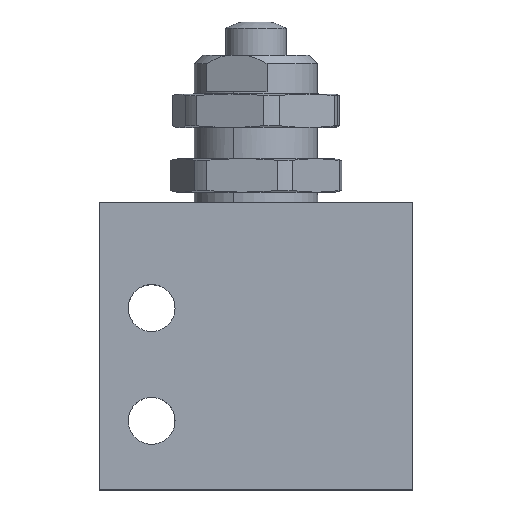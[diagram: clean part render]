
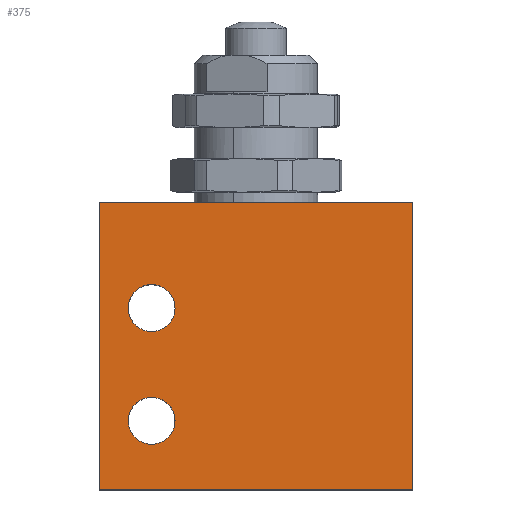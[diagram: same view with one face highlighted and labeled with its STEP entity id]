
A CAD part, top view. The second image highlights one B-rep face of the part: STEP entity #375.
In plain terms, the highlighted planar face has unit normal (0, 0, 1).
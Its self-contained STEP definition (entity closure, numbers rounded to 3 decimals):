
#11 = CARTESIAN_POINT ( 'NONE',  ( 14.972, 17.815, 32.519 ) ) ;
#58 = FACE_OUTER_BOUND ( 'NONE', #2344, .T. ) ;
#118 = ORIENTED_EDGE ( 'NONE', *, *, #2780, .F. ) ;
#195 = DIRECTION ( 'NONE',  ( 0., -1., 0. ) ) ;
#197 = DIRECTION ( 'NONE',  ( 0., 1., 0. ) ) ;
#293 = VECTOR ( 'NONE', #1885, 1000. ) ;
#347 = CARTESIAN_POINT ( 'NONE',  ( 9.972, 11.215, 32.519 ) ) ;
#375 = ADVANCED_FACE ( 'NONE', ( #898, #945, #58 ), #2484, .F. ) ;
#393 = CIRCLE ( 'NONE', #1726, 2.25 ) ;
#531 = CIRCLE ( 'NONE', #1169, 2.25 ) ;
#681 = DIRECTION ( 'NONE',  ( 1., 0., 0. ) ) ;
#684 = CARTESIAN_POINT ( 'NONE',  ( 9.972, 38.715, 32.519 ) ) ;
#740 = CARTESIAN_POINT ( 'NONE',  ( 24.972, 24.965, 32.519 ) ) ;
#754 = CIRCLE ( 'NONE', #3325, 2.25 ) ;
#875 = ORIENTED_EDGE ( 'NONE', *, *, #2727, .T. ) ;
#883 = DIRECTION ( 'NONE',  ( 0., -1., 0. ) ) ;
#898 = FACE_BOUND ( 'NONE', #1181, .T. ) ;
#945 = FACE_BOUND ( 'NONE', #1866, .T. ) ;
#986 = DIRECTION ( 'NONE',  ( 0., 1., 0. ) ) ;
#1011 = VERTEX_POINT ( 'NONE', #2987 ) ;
#1070 = VERTEX_POINT ( 'NONE', #1198 ) ;
#1083 = ORIENTED_EDGE ( 'NONE', *, *, #2130, .T. ) ;
#1090 = CARTESIAN_POINT ( 'NONE',  ( 9.972, 11.215, 32.519 ) ) ;
#1169 = AXIS2_PLACEMENT_3D ( 'NONE', #2709, #3626, #2988 ) ;
#1181 = EDGE_LOOP ( 'NONE', ( #1373, #1570 ) ) ;
#1188 = VERTEX_POINT ( 'NONE', #1090 ) ;
#1198 = CARTESIAN_POINT ( 'NONE',  ( 14.972, 15.565, 32.519 ) ) ;
#1308 = AXIS2_PLACEMENT_3D ( 'NONE', #740, #3675, #197 ) ;
#1335 = CIRCLE ( 'NONE', #3612, 2.25 ) ;
#1341 = CARTESIAN_POINT ( 'NONE',  ( 39.972, 11.215, 32.519 ) ) ;
#1373 = ORIENTED_EDGE ( 'NONE', *, *, #1517, .F. ) ;
#1388 = ORIENTED_EDGE ( 'NONE', *, *, #2935, .F. ) ;
#1462 = DIRECTION ( 'NONE',  ( 0., -1., 0. ) ) ;
#1517 = EDGE_CURVE ( 'NONE', #2958, #3295, #754, .T. ) ;
#1550 = ORIENTED_EDGE ( 'NONE', *, *, #2184, .T. ) ;
#1570 = ORIENTED_EDGE ( 'NONE', *, *, #1708, .F. ) ;
#1659 = VECTOR ( 'NONE', #681, 1000. ) ;
#1708 = EDGE_CURVE ( 'NONE', #3295, #2958, #393, .T. ) ;
#1726 = AXIS2_PLACEMENT_3D ( 'NONE', #2788, #3708, #3400 ) ;
#1773 = DIRECTION ( 'NONE',  ( 0., 0., 1. ) ) ;
#1830 = LINE ( 'NONE', #2117, #3356 ) ;
#1866 = EDGE_LOOP ( 'NONE', ( #118, #1388 ) ) ;
#1885 = DIRECTION ( 'NONE',  ( -1., 0., 0. ) ) ;
#2112 = CARTESIAN_POINT ( 'NONE',  ( 9.972, 11.215, 32.519 ) ) ;
#2117 = CARTESIAN_POINT ( 'NONE',  ( 39.972, 11.215, 32.519 ) ) ;
#2130 = EDGE_CURVE ( 'NONE', #1011, #2920, #2428, .T. ) ;
#2176 = DIRECTION ( 'NONE',  ( 0., 0., 1. ) ) ;
#2184 = EDGE_CURVE ( 'NONE', #1188, #3053, #2290, .T. ) ;
#2285 = VECTOR ( 'NONE', #1462, 1000. ) ;
#2287 = CARTESIAN_POINT ( 'NONE',  ( 14.972, 30.865, 32.519 ) ) ;
#2290 = LINE ( 'NONE', #2112, #1659 ) ;
#2344 = EDGE_LOOP ( 'NONE', ( #3383, #1083, #875, #1550 ) ) ;
#2428 = LINE ( 'NONE', #2651, #293 ) ;
#2455 = VERTEX_POINT ( 'NONE', #2503 ) ;
#2484 = PLANE ( 'NONE',  #1308 ) ;
#2503 = CARTESIAN_POINT ( 'NONE',  ( 14.972, 20.065, 32.519 ) ) ;
#2651 = CARTESIAN_POINT ( 'NONE',  ( 9.972, 38.715, 32.519 ) ) ;
#2709 = CARTESIAN_POINT ( 'NONE',  ( 14.972, 17.815, 32.519 ) ) ;
#2727 = EDGE_CURVE ( 'NONE', #2920, #1188, #2977, .T. ) ;
#2780 = EDGE_CURVE ( 'NONE', #1070, #2455, #1335, .T. ) ;
#2788 = CARTESIAN_POINT ( 'NONE',  ( 14.972, 28.615, 32.519 ) ) ;
#2823 = EDGE_CURVE ( 'NONE', #3053, #1011, #1830, .T. ) ;
#2920 = VERTEX_POINT ( 'NONE', #684 ) ;
#2935 = EDGE_CURVE ( 'NONE', #2455, #1070, #531, .T. ) ;
#2958 = VERTEX_POINT ( 'NONE', #3011 ) ;
#2977 = LINE ( 'NONE', #347, #2285 ) ;
#2987 = CARTESIAN_POINT ( 'NONE',  ( 39.972, 38.715, 32.519 ) ) ;
#2988 = DIRECTION ( 'NONE',  ( 0., -1., 0. ) ) ;
#3011 = CARTESIAN_POINT ( 'NONE',  ( 14.972, 26.365, 32.519 ) ) ;
#3053 = VERTEX_POINT ( 'NONE', #1341 ) ;
#3087 = CARTESIAN_POINT ( 'NONE',  ( 14.972, 28.615, 32.519 ) ) ;
#3295 = VERTEX_POINT ( 'NONE', #2287 ) ;
#3325 = AXIS2_PLACEMENT_3D ( 'NONE', #3087, #2176, #195 ) ;
#3356 = VECTOR ( 'NONE', #986, 1000. ) ;
#3383 = ORIENTED_EDGE ( 'NONE', *, *, #2823, .T. ) ;
#3400 = DIRECTION ( 'NONE',  ( 0., -1., 0. ) ) ;
#3612 = AXIS2_PLACEMENT_3D ( 'NONE', #11, #1773, #883 ) ;
#3626 = DIRECTION ( 'NONE',  ( 0., 0., 1. ) ) ;
#3675 = DIRECTION ( 'NONE',  ( 0., 0., -1. ) ) ;
#3708 = DIRECTION ( 'NONE',  ( 0., 0., 1. ) ) ;
